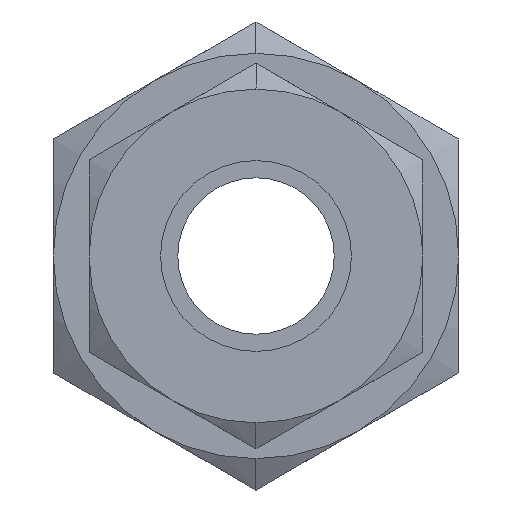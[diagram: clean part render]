
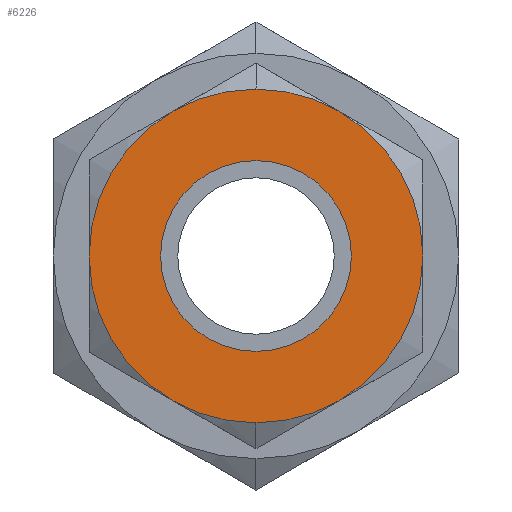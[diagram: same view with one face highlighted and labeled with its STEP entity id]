
A CAD part, left-side view. The second image highlights one B-rep face of the part: STEP entity #6226.
In plain terms, the highlighted planar face has unit normal (-1, 0, 0).
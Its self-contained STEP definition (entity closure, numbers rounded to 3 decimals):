
#489 = CARTESIAN_POINT ( 'NONE',  ( 0., 0., 5.555 ) ) ;
#567 = DIRECTION ( 'NONE',  ( 0., 0., -1. ) ) ;
#1278 = CARTESIAN_POINT ( 'NONE',  ( 0., 0., 0. ) ) ;
#1362 = EDGE_CURVE ( 'NONE', #4247, #3107, #8686, .T. ) ;
#1820 = VERTEX_POINT ( 'NONE', #7620 ) ;
#2004 = DIRECTION ( 'NONE',  ( 1., 0., 0. ) ) ;
#2099 = ORIENTED_EDGE ( 'NONE', *, *, #1362, .T. ) ;
#2478 = EDGE_LOOP ( 'NONE', ( #2552, #7554 ) ) ;
#2552 = ORIENTED_EDGE ( 'NONE', *, *, #6460, .F. ) ;
#2600 = FACE_BOUND ( 'NONE', #2965, .T. ) ;
#2822 = DIRECTION ( 'NONE',  ( 0., 0., 1. ) ) ;
#2884 = DIRECTION ( 'NONE',  ( 0., 0., -1. ) ) ;
#2965 = EDGE_LOOP ( 'NONE', ( #2099, #6877 ) ) ;
#3106 = AXIS2_PLACEMENT_3D ( 'NONE', #9033, #4743, #3160 ) ;
#3107 = VERTEX_POINT ( 'NONE', #5171 ) ;
#3160 = DIRECTION ( 'NONE',  ( 0., 0., 1. ) ) ;
#3319 = EDGE_CURVE ( 'NONE', #3107, #4247, #4088, .T. ) ;
#4088 = CIRCLE ( 'NONE', #8662, 6.35 ) ;
#4247 = VERTEX_POINT ( 'NONE', #5507 ) ;
#4575 = AXIS2_PLACEMENT_3D ( 'NONE', #1278, #2004, #567 ) ;
#4639 = AXIS2_PLACEMENT_3D ( 'NONE', #489, #9001, #7625 ) ;
#4743 = DIRECTION ( 'NONE',  ( 1., 0., 0. ) ) ;
#5171 = CARTESIAN_POINT ( 'NONE',  ( 0., 0., 6.35 ) ) ;
#5507 = CARTESIAN_POINT ( 'NONE',  ( 0., 0., -6.35 ) ) ;
#6226 = ADVANCED_FACE ( 'NONE', ( #2600, #7044 ), #6849, .T. ) ;
#6316 = CIRCLE ( 'NONE', #7238, 11.11 ) ;
#6340 = EDGE_CURVE ( 'NONE', #1820, #8409, #6316, .T. ) ;
#6460 = EDGE_CURVE ( 'NONE', #8409, #1820, #8902, .T. ) ;
#6849 = PLANE ( 'NONE',  #4639 ) ;
#6877 = ORIENTED_EDGE ( 'NONE', *, *, #3319, .T. ) ;
#7044 = FACE_OUTER_BOUND ( 'NONE', #2478, .T. ) ;
#7191 = DIRECTION ( 'NONE',  ( 1., 0., 0. ) ) ;
#7238 = AXIS2_PLACEMENT_3D ( 'NONE', #8524, #7191, #2884 ) ;
#7554 = ORIENTED_EDGE ( 'NONE', *, *, #6340, .F. ) ;
#7620 = CARTESIAN_POINT ( 'NONE',  ( 0., 0., -11.11 ) ) ;
#7625 = DIRECTION ( 'NONE',  ( 0., 0., 1. ) ) ;
#8409 = VERTEX_POINT ( 'NONE', #8458 ) ;
#8458 = CARTESIAN_POINT ( 'NONE',  ( 0., 0., 11.11 ) ) ;
#8506 = DIRECTION ( 'NONE',  ( 1., 0., 0. ) ) ;
#8524 = CARTESIAN_POINT ( 'NONE',  ( 0., 0., 0. ) ) ;
#8662 = AXIS2_PLACEMENT_3D ( 'NONE', #9361, #8506, #2822 ) ;
#8686 = CIRCLE ( 'NONE', #4575, 6.35 ) ;
#8902 = CIRCLE ( 'NONE', #3106, 11.11 ) ;
#9001 = DIRECTION ( 'NONE',  ( -1., 0., 0. ) ) ;
#9033 = CARTESIAN_POINT ( 'NONE',  ( 0., 0., 0. ) ) ;
#9361 = CARTESIAN_POINT ( 'NONE',  ( 0., 0., 0. ) ) ;
